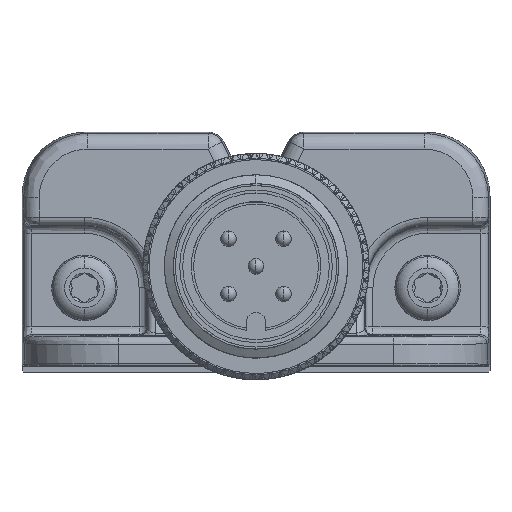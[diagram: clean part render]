
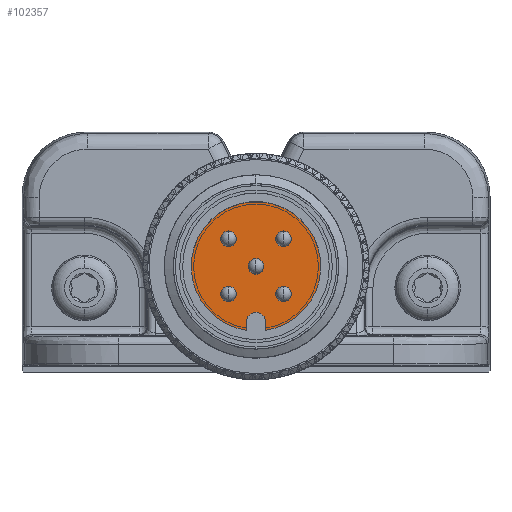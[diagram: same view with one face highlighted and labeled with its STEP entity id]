
A CAD part, top view. The second image highlights one B-rep face of the part: STEP entity #102357.
In plain terms, the highlighted planar face has unit normal (0, 0, 1).
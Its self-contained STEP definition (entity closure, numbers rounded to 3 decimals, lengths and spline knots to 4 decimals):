
#36151=CARTESIAN_POINT('',(0.,-1.6,274.));
#36152=DIRECTION('',(0.,0.,1.));
#36153=DIRECTION('',(0.145,-0.989,0.));
#36154=AXIS2_PLACEMENT_3D('',#36151,#36152,#36153);
#36169=CARTESIAN_POINT('',(0.,-5.15,274.));
#36170=DIRECTION('',(0.,0.,1.));
#36171=DIRECTION('',(1.,0.,0.));
#36172=AXIS2_PLACEMENT_3D('',#36169,#36170,#36171);
#36174=DIRECTION('',(0.,-1.,0.));
#36175=VECTOR('',#36174,0.5564);
#36176=CARTESIAN_POINT('',(-0.6,-5.15,274.));
#36177=LINE('',#36176,#36175);
#36178=DIRECTION('',(0.,1.,0.));
#36179=VECTOR('',#36178,0.5564);
#36180=CARTESIAN_POINT('',(0.6,-5.7064,274.));
#36181=LINE('',#36180,#36179);
#36182=CARTESIAN_POINT('',(-1.7678,0.1678,274.));
#36183=DIRECTION('',(0.,0.,-1.));
#36184=DIRECTION('',(0.,-1.,0.));
#36185=AXIS2_PLACEMENT_3D('',#36182,#36183,#36184);
#36187=CARTESIAN_POINT('',(-1.7678,0.1678,274.));
#36188=DIRECTION('',(0.,0.,-1.));
#36189=DIRECTION('',(0.,1.,0.));
#36190=AXIS2_PLACEMENT_3D('',#36187,#36188,#36189);
#36192=CARTESIAN_POINT('',(-1.7678,-3.3678,274.));
#36193=DIRECTION('',(0.,0.,-1.));
#36194=DIRECTION('',(0.,-1.,0.));
#36195=AXIS2_PLACEMENT_3D('',#36192,#36193,#36194);
#36197=CARTESIAN_POINT('',(-1.7678,-3.3678,274.));
#36198=DIRECTION('',(0.,0.,-1.));
#36199=DIRECTION('',(0.,1.,0.));
#36200=AXIS2_PLACEMENT_3D('',#36197,#36198,#36199);
#36202=CARTESIAN_POINT('',(1.7678,-3.3678,274.));
#36203=DIRECTION('',(0.,0.,-1.));
#36204=DIRECTION('',(0.,-1.,0.));
#36205=AXIS2_PLACEMENT_3D('',#36202,#36203,#36204);
#36207=CARTESIAN_POINT('',(1.7678,-3.3678,274.));
#36208=DIRECTION('',(0.,0.,-1.));
#36209=DIRECTION('',(0.,1.,0.));
#36210=AXIS2_PLACEMENT_3D('',#36207,#36208,#36209);
#36212=CARTESIAN_POINT('',(1.7678,0.1678,274.));
#36213=DIRECTION('',(0.,0.,-1.));
#36214=DIRECTION('',(0.,-1.,0.));
#36215=AXIS2_PLACEMENT_3D('',#36212,#36213,#36214);
#36217=CARTESIAN_POINT('',(1.7678,0.1678,274.));
#36218=DIRECTION('',(0.,0.,-1.));
#36219=DIRECTION('',(0.,1.,0.));
#36220=AXIS2_PLACEMENT_3D('',#36217,#36218,#36219);
#36222=CARTESIAN_POINT('',(0.,-1.6,274.));
#36223=DIRECTION('',(0.,0.,-1.));
#36224=DIRECTION('',(0.,-1.,0.));
#36225=AXIS2_PLACEMENT_3D('',#36222,#36223,#36224);
#36227=CARTESIAN_POINT('',(0.,-1.6,274.));
#36228=DIRECTION('',(0.,0.,-1.));
#36229=DIRECTION('',(0.,1.,0.));
#36230=AXIS2_PLACEMENT_3D('',#36227,#36228,#36229);
#41610=CARTESIAN_POINT('',(0.6,-5.7064,274.));
#41612=VERTEX_POINT('',#41610);
#41613=CARTESIAN_POINT('',(0.6,-5.15,274.));
#41614=CARTESIAN_POINT('',(-0.6,-5.15,274.));
#41615=VERTEX_POINT('',#41613);
#41616=VERTEX_POINT('',#41614);
#41617=CARTESIAN_POINT('',(-0.6,-5.7064,274.));
#41618=VERTEX_POINT('',#41617);
#41631=CARTESIAN_POINT('',(-1.7678,-0.3322,274.));
#41632=CARTESIAN_POINT('',(-1.7678,0.6678,274.));
#41633=VERTEX_POINT('',#41631);
#41634=VERTEX_POINT('',#41632);
#41641=CARTESIAN_POINT('',(-1.7678,-3.8678,274.));
#41642=CARTESIAN_POINT('',(-1.7678,-2.8678,274.));
#41643=VERTEX_POINT('',#41641);
#41644=VERTEX_POINT('',#41642);
#41651=CARTESIAN_POINT('',(1.7678,-3.8678,274.));
#41652=CARTESIAN_POINT('',(1.7678,-2.8678,274.));
#41653=VERTEX_POINT('',#41651);
#41654=VERTEX_POINT('',#41652);
#41661=CARTESIAN_POINT('',(1.7678,-0.3322,274.));
#41662=CARTESIAN_POINT('',(1.7678,0.6678,274.));
#41663=VERTEX_POINT('',#41661);
#41664=VERTEX_POINT('',#41662);
#41671=CARTESIAN_POINT('',(0.,-2.1,274.));
#41672=CARTESIAN_POINT('',(0.,-1.1,274.));
#41673=VERTEX_POINT('',#41671);
#41674=VERTEX_POINT('',#41672);
#102313=CARTESIAN_POINT('',(0.,-1.6,274.));
#102314=DIRECTION('',(0.,0.,-1.));
#102315=DIRECTION('',(0.,-1.,0.));
#102316=AXIS2_PLACEMENT_3D('',#102313,#102314,#102315);
#102317=PLANE('',#102316);
#102319=ORIENTED_EDGE('',*,*,#102318,.T.);
#102321=ORIENTED_EDGE('',*,*,#102320,.T.);
#102322=ORIENTED_EDGE('',*,*,#102303,.F.);
#102324=ORIENTED_EDGE('',*,*,#102323,.T.);
#102325=EDGE_LOOP('',(#102319,#102321,#102322,#102324));
#102326=FACE_OUTER_BOUND('',#102325,.F.);
#102328=ORIENTED_EDGE('',*,*,#102327,.F.);
#102330=ORIENTED_EDGE('',*,*,#102329,.F.);
#102331=EDGE_LOOP('',(#102328,#102330));
#102332=FACE_BOUND('',#102331,.F.);
#102334=ORIENTED_EDGE('',*,*,#102333,.F.);
#102336=ORIENTED_EDGE('',*,*,#102335,.F.);
#102337=EDGE_LOOP('',(#102334,#102336));
#102338=FACE_BOUND('',#102337,.F.);
#102340=ORIENTED_EDGE('',*,*,#102339,.F.);
#102342=ORIENTED_EDGE('',*,*,#102341,.F.);
#102343=EDGE_LOOP('',(#102340,#102342));
#102344=FACE_BOUND('',#102343,.F.);
#102346=ORIENTED_EDGE('',*,*,#102345,.F.);
#102348=ORIENTED_EDGE('',*,*,#102347,.F.);
#102349=EDGE_LOOP('',(#102346,#102348));
#102350=FACE_BOUND('',#102349,.F.);
#102352=ORIENTED_EDGE('',*,*,#102351,.F.);
#102354=ORIENTED_EDGE('',*,*,#102353,.F.);
#102355=EDGE_LOOP('',(#102352,#102354));
#102356=FACE_BOUND('',#102355,.F.);
#102357=ADVANCED_FACE('',(#102326,#102332,#102338,#102344,#102350,#102356),
#102317,.F.);
#36155=CIRCLE('',#36154,4.15);
#36173=CIRCLE('',#36172,0.6);
#36186=CIRCLE('',#36185,0.5);
#36191=CIRCLE('',#36190,0.5);
#36196=CIRCLE('',#36195,0.5);
#36201=CIRCLE('',#36200,0.5);
#36206=CIRCLE('',#36205,0.5);
#36211=CIRCLE('',#36210,0.5);
#36216=CIRCLE('',#36215,0.5);
#36221=CIRCLE('',#36220,0.5);
#36226=CIRCLE('',#36225,0.5);
#36231=CIRCLE('',#36230,0.5);
#102303=EDGE_CURVE('',#41612,#41618,#36155,.T.);
#102318=EDGE_CURVE('',#41615,#41616,#36173,.T.);
#102320=EDGE_CURVE('',#41616,#41618,#36177,.T.);
#102323=EDGE_CURVE('',#41612,#41615,#36181,.T.);
#102327=EDGE_CURVE('',#41633,#41634,#36186,.T.);
#102329=EDGE_CURVE('',#41634,#41633,#36191,.T.);
#102333=EDGE_CURVE('',#41643,#41644,#36196,.T.);
#102335=EDGE_CURVE('',#41644,#41643,#36201,.T.);
#102339=EDGE_CURVE('',#41653,#41654,#36206,.T.);
#102341=EDGE_CURVE('',#41654,#41653,#36211,.T.);
#102345=EDGE_CURVE('',#41663,#41664,#36216,.T.);
#102347=EDGE_CURVE('',#41664,#41663,#36221,.T.);
#102351=EDGE_CURVE('',#41673,#41674,#36226,.T.);
#102353=EDGE_CURVE('',#41674,#41673,#36231,.T.);
